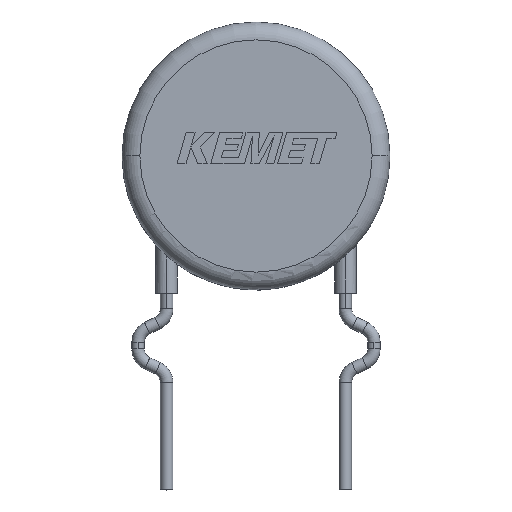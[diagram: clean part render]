
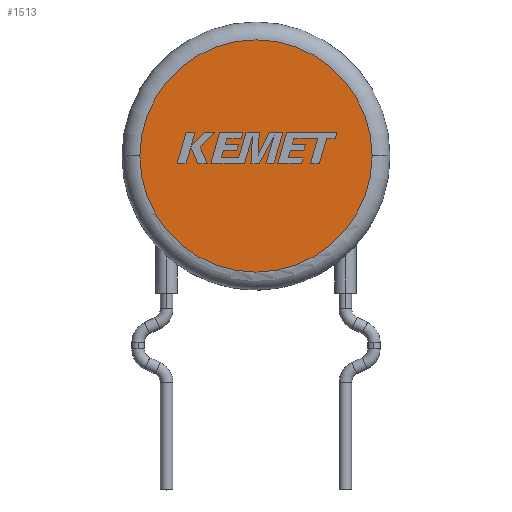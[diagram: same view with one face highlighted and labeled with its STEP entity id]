
A CAD part, top view. The second image highlights one B-rep face of the part: STEP entity #1513.
In plain terms, the highlighted planar face has unit normal (0, 0, 1).
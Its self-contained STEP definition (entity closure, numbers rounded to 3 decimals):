
#8 = CARTESIAN_POINT ( 'NONE',  ( -6.5, 0., 6. ) ) ;
#42 = EDGE_CURVE ( 'NONE', #2160, #1112, #717, .T. ) ;
#122 = AXIS2_PLACEMENT_3D ( 'NONE', #1895, #2280, #4001 ) ;
#322 = CARTESIAN_POINT ( 'NONE',  ( 6.5, 0., 6. ) ) ;
#478 = AXIS2_PLACEMENT_3D ( 'NONE', #489, #3216, #1555 ) ;
#489 = CARTESIAN_POINT ( 'NONE',  ( 0., 0., 6. ) ) ;
#717 = CIRCLE ( 'NONE', #478, 6.5 ) ;
#1112 = VERTEX_POINT ( 'NONE', #322 ) ;
#1422 = ORIENTED_EDGE ( 'NONE', *, *, #3123, .T. ) ;
#1513 = ADVANCED_FACE ( 'NONE', ( #2926 ), #2579, .T. ) ;
#1555 = DIRECTION ( 'NONE',  ( 1., 0., 0. ) ) ;
#1620 = ORIENTED_EDGE ( 'NONE', *, *, #42, .T. ) ;
#1895 = CARTESIAN_POINT ( 'NONE',  ( 0., 0., 6. ) ) ;
#1996 = DIRECTION ( 'NONE',  ( 0., 0., 1. ) ) ;
#2160 = VERTEX_POINT ( 'NONE', #8 ) ;
#2280 = DIRECTION ( 'NONE',  ( 0., 0., 1. ) ) ;
#2579 = PLANE ( 'NONE',  #122 ) ;
#2926 = FACE_OUTER_BOUND ( 'NONE', #3622, .T. ) ;
#3123 = EDGE_CURVE ( 'NONE', #1112, #2160, #4225, .T. ) ;
#3216 = DIRECTION ( 'NONE',  ( 0., 0., 1. ) ) ;
#3336 = DIRECTION ( 'NONE',  ( 1., 0., 0. ) ) ;
#3464 = AXIS2_PLACEMENT_3D ( 'NONE', #4371, #1996, #3336 ) ;
#3622 = EDGE_LOOP ( 'NONE', ( #1422, #1620 ) ) ;
#4001 = DIRECTION ( 'NONE',  ( 1., 0., 0. ) ) ;
#4225 = CIRCLE ( 'NONE', #3464, 6.5 ) ;
#4371 = CARTESIAN_POINT ( 'NONE',  ( 0., 0., 6. ) ) ;
